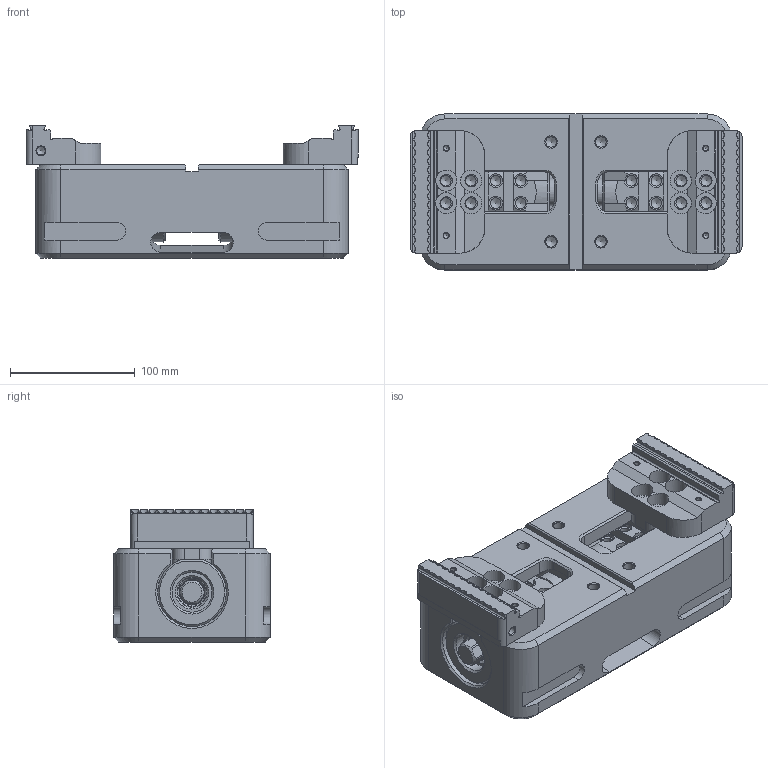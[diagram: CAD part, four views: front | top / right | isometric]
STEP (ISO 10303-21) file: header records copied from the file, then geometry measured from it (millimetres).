
FILE_DESCRIPTION(/* description */ (''),/* implementation_level */ '2;1');
FILE_NAME(/* name */ '360_100_Posicion_2.stp',/* time_stamp */ '2026-02-20T09:47:27+01:00',/* author */ (''),/* organization */ (''),/* preprocessor_version */ 'ST-DEVELOPER v20',/* originating_system */ 'SIEMENS PLM Software NX2406.4001',/* authorisation */ '');
FILE_SCHEMA (('AUTOMOTIVE_DESIGN { 1 0 10303 214 3 1 1 1 }'));
Length unit declared in the file: millimetre
Products named in the file (1): 360_100_Posicion_2
Bounding box: 266 x 125 x 106 mm (x, y, z)
Volume: 2198794.5 mm3; surface area: 301224.3 mm2
Topology: 6 solids, 6 shells, 749 faces, 2175 edges, 1419 vertices
Faces by surface type: plane 421, cylinder 209, cone 109, extrusion 8, torus 2
Full cylindrical faces by diameter (mm): 4.2 x4, 5.95 x2, 6 x2, 6.8 x2, 8 x1, 8.5 x24, 10 x8, 11 x12, 12 x1, 12.1 x2, 16 x4, 17 x8, 20 x4, 20.5 x2, 22 x2, 23 x1, 24 x4, 32 x2, 55 x2
Entity records: 29067 total; most frequent: CARTESIAN_POINT 5359, DIRECTION 3828, ORIENTED_EDGE 3700, EDGE_CURVE 1850, AXIS2_PLACEMENT_3D 1422, VERTEX_POINT 1307, VECTOR 984, LINE 976
